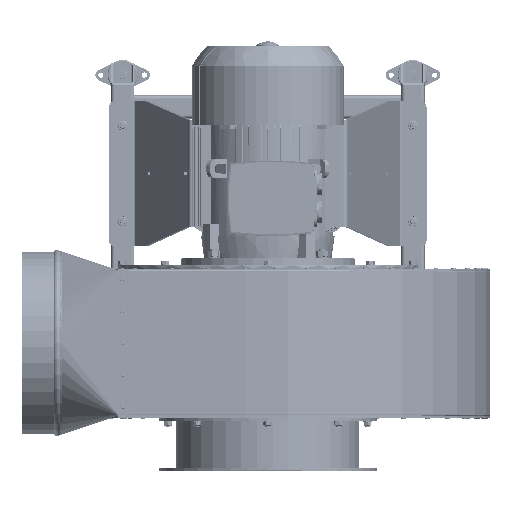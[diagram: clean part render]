
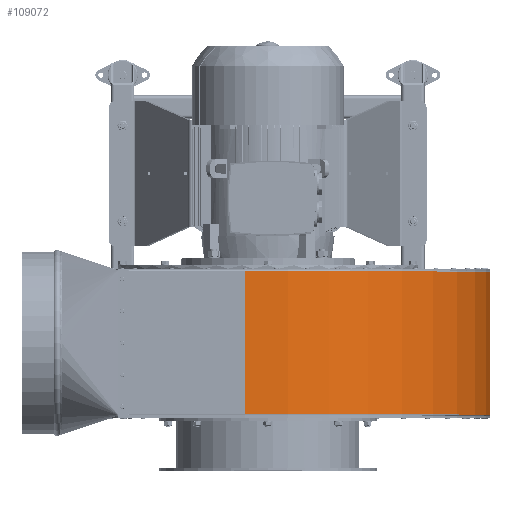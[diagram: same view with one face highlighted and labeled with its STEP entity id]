
A CAD part, top view. The second image highlights one B-rep face of the part: STEP entity #109072.
In plain terms, the highlighted cylindrical face has radius 422 mm (diameter 844 mm), a partial arc.
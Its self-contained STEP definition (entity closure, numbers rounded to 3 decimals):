
#12072=FACE_OUTER_BOUND('',#19012,.T.);
#19012=EDGE_LOOP('',(#89359,#89360,#89361,#89362));
#26244=CIRCLE('',#120589,422.);
#26245=CIRCLE('',#120591,422.);
#31321=LINE('',#197932,#37944);
#32251=LINE('',#203261,#38874);
#37944=VECTOR('',#144872,10.);
#38874=VECTOR('',#147982,10.);
#47706=VERTEX_POINT('',#197929);
#47707=VERTEX_POINT('',#197931);
#48732=VERTEX_POINT('',#203256);
#48733=VERTEX_POINT('',#203260);
#61058=EDGE_CURVE('',#47707,#47706,#31321,.T.);
#62737=EDGE_CURVE('',#47707,#48732,#26244,.T.);
#62738=EDGE_CURVE('',#48733,#48732,#32251,.T.);
#62739=EDGE_CURVE('',#47706,#48733,#26245,.T.);
#89359=ORIENTED_EDGE('',*,*,#62738,.T.);
#89360=ORIENTED_EDGE('',*,*,#62737,.F.);
#89361=ORIENTED_EDGE('',*,*,#61058,.T.);
#89362=ORIENTED_EDGE('',*,*,#62739,.T.);
#97602=CYLINDRICAL_SURFACE('',#120590,422.);
#109072=ADVANCED_FACE('',(#12072),#97602,.T.);
#120589=AXIS2_PLACEMENT_3D('',#203258,#147978,#147979);
#120590=AXIS2_PLACEMENT_3D('',#203259,#147980,#147981);
#120591=AXIS2_PLACEMENT_3D('',#203262,#147983,#147984);
#144872=DIRECTION('',(0.,-1.,0.));
#147978=DIRECTION('center_axis',(0.,1.,0.));
#147979=DIRECTION('ref_axis',(0.,0.,
1.));
#147980=DIRECTION('center_axis',(0.,1.,0.));
#147981=DIRECTION('ref_axis',(0.,0.,
1.));
#147982=DIRECTION('',(0.,1.,0.));
#147983=DIRECTION('center_axis',(0.,1.,0.));
#147984=DIRECTION('ref_axis',(0.,0.,
1.));
#197929=CARTESIAN_POINT('',(8.331,-315.064,126.392));
#197931=CARTESIAN_POINT('',(8.331,-68.814,126.392));
#197932=CARTESIAN_POINT('',(8.331,-316.814,126.392));
#203256=CARTESIAN_POINT('',(430.331,-68.814,-295.608));
#203258=CARTESIAN_POINT('Origin',(8.331,-68.814,-295.608));
#203259=CARTESIAN_POINT('Origin',(8.331,-191.939,-295.608));
#203260=CARTESIAN_POINT('',(430.331,-315.064,-295.608));
#203261=CARTESIAN_POINT('',(430.331,-68.814,-295.608));
#203262=CARTESIAN_POINT('Origin',(8.331,-315.064,-295.608));
